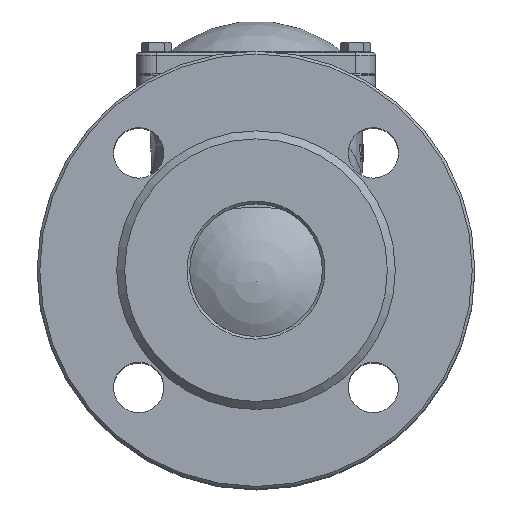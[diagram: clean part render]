
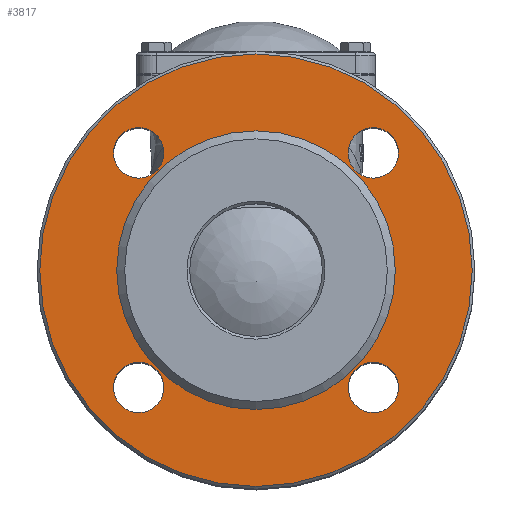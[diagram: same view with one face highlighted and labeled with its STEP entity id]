
A CAD part, top view. The second image highlights one B-rep face of the part: STEP entity #3817.
In plain terms, the highlighted planar face has unit normal (0, 0, 1).
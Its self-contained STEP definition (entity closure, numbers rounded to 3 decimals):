
#328=FACE_BOUND('',#1235,.T.);
#329=FACE_BOUND('',#1236,.T.);
#330=FACE_BOUND('',#1237,.T.);
#331=FACE_BOUND('',#1238,.T.);
#332=FACE_BOUND('',#1239,.T.);
#390=PLANE('',#4252);
#976=FACE_OUTER_BOUND('',#1234,.T.);
#1234=EDGE_LOOP('',(#3328));
#1235=EDGE_LOOP('',(#3329));
#1236=EDGE_LOOP('',(#3330));
#1237=EDGE_LOOP('',(#3331));
#1238=EDGE_LOOP('',(#3332));
#1239=EDGE_LOOP('',(#3333));
#1445=CIRCLE('',#4251,81.5);
#1446=CIRCLE('',#4253,52.5);
#1447=CIRCLE('',#4254,9.5);
#1448=CIRCLE('',#4255,9.5);
#1449=CIRCLE('',#4256,9.5);
#1450=CIRCLE('',#4257,9.5);
#1780=VERTEX_POINT('',#8223);
#1781=VERTEX_POINT('',#8227);
#1782=VERTEX_POINT('',#8229);
#1783=VERTEX_POINT('',#8231);
#1784=VERTEX_POINT('',#8233);
#1785=VERTEX_POINT('',#8235);
#2301=EDGE_CURVE('',#1780,#1780,#1445,.T.);
#2302=EDGE_CURVE('',#1781,#1781,#1446,.T.);
#2303=EDGE_CURVE('',#1782,#1782,#1447,.T.);
#2304=EDGE_CURVE('',#1783,#1783,#1448,.T.);
#2305=EDGE_CURVE('',#1784,#1784,#1449,.T.);
#2306=EDGE_CURVE('',#1785,#1785,#1450,.T.);
#3328=ORIENTED_EDGE('',*,*,#2301,.F.);
#3329=ORIENTED_EDGE('',*,*,#2302,.F.);
#3330=ORIENTED_EDGE('',*,*,#2303,.F.);
#3331=ORIENTED_EDGE('',*,*,#2304,.F.);
#3332=ORIENTED_EDGE('',*,*,#2305,.F.);
#3333=ORIENTED_EDGE('',*,*,#2306,.F.);
#3817=ADVANCED_FACE('',(#976,#328,#329,#330,#331,#332),#390,.F.);
#4251=AXIS2_PLACEMENT_3D('',#8225,#5107,#5108);
#4252=AXIS2_PLACEMENT_3D('',#8226,#5109,#5110);
#4253=AXIS2_PLACEMENT_3D('',#8228,#5111,#5112);
#4254=AXIS2_PLACEMENT_3D('',#8230,#5113,#5114);
#4255=AXIS2_PLACEMENT_3D('',#8232,#5115,#5116);
#4256=AXIS2_PLACEMENT_3D('',#8234,#5117,#5118);
#4257=AXIS2_PLACEMENT_3D('',#8236,#5119,#5120);
#5107=DIRECTION('center_axis',(0.,0.,-1.));
#5108=DIRECTION('ref_axis',(1.,0.,0.));
#5109=DIRECTION('center_axis',(0.,0.,-1.));
#5110=DIRECTION('ref_axis',(-1.,0.,0.));
#5111=DIRECTION('center_axis',(0.,0.,1.));
#5112=DIRECTION('ref_axis',(-1.,0.,0.));
#5113=DIRECTION('center_axis',(0.,0.,1.));
#5114=DIRECTION('ref_axis',(1.,0.,0.));
#5115=DIRECTION('center_axis',(0.,0.,1.));
#5116=DIRECTION('ref_axis',(1.,0.,0.));
#5117=DIRECTION('center_axis',(0.,0.,1.));
#5118=DIRECTION('ref_axis',(1.,0.,0.));
#5119=DIRECTION('center_axis',(0.,0.,1.));
#5120=DIRECTION('ref_axis',(1.,0.,0.));
#8223=CARTESIAN_POINT('',(-81.5,0.,97.));
#8225=CARTESIAN_POINT('Origin',(0.,0.,97.));
#8226=CARTESIAN_POINT('Origin',(0.,0.,97.));
#8227=CARTESIAN_POINT('',(52.5,0.,97.));
#8228=CARTESIAN_POINT('Origin',(0.,0.,97.));
#8229=CARTESIAN_POINT('',(-53.694,-44.194,97.));
#8230=CARTESIAN_POINT('Origin',(-44.194,-44.194,97.));
#8231=CARTESIAN_POINT('',(34.694,-44.194,97.));
#8232=CARTESIAN_POINT('Origin',(44.194,-44.194,97.));
#8233=CARTESIAN_POINT('',(34.694,44.194,97.));
#8234=CARTESIAN_POINT('Origin',(44.194,44.194,97.));
#8235=CARTESIAN_POINT('',(-53.694,44.194,97.));
#8236=CARTESIAN_POINT('Origin',(-44.194,44.194,97.));
